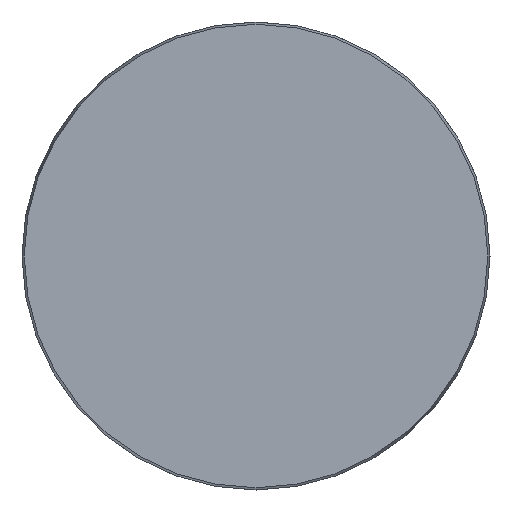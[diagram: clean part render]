
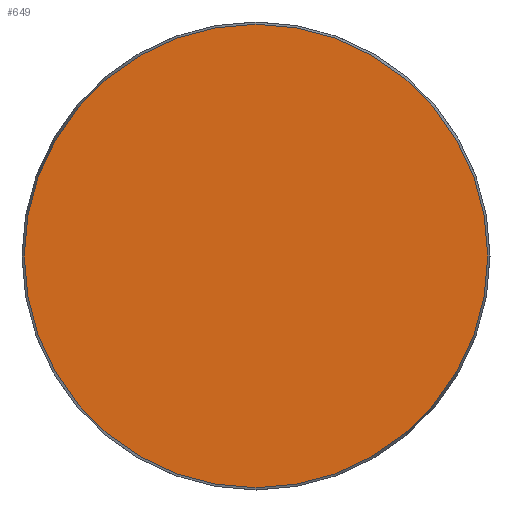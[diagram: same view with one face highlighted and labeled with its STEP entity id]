
A CAD part, front view. The second image highlights one B-rep face of the part: STEP entity #649.
In plain terms, the highlighted planar face has unit normal (0, -1, 0).
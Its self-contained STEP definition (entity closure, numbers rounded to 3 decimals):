
#38 = EDGE_CURVE ( 'NONE', #106, #106, #214, .T. ) ;
#57 = CARTESIAN_POINT ( 'NONE',  ( 0., 0., 0. ) ) ;
#85 = CARTESIAN_POINT ( 'NONE',  ( -58.425, 0., 0. ) ) ;
#88 = DIRECTION ( 'NONE',  ( 0., 1., 0. ) ) ;
#106 = VERTEX_POINT ( 'NONE', #381 ) ;
#214 = CIRCLE ( 'NONE', #313, 58.425 ) ;
#240 = DIRECTION ( 'NONE',  ( 0., -1., 0. ) ) ;
#254 = FACE_OUTER_BOUND ( 'NONE', #295, .T. ) ;
#286 = DIRECTION ( 'NONE',  ( 0., 0., -1. ) ) ;
#295 = EDGE_LOOP ( 'NONE', ( #470 ) ) ;
#304 = DIRECTION ( 'NONE',  ( 0., 0., 1. ) ) ;
#313 = AXIS2_PLACEMENT_3D ( 'NONE', #57, #240, #286 ) ;
#381 = CARTESIAN_POINT ( 'NONE',  ( 0., 0., -58.425 ) ) ;
#470 = ORIENTED_EDGE ( 'NONE', *, *, #38, .T. ) ;
#603 = PLANE ( 'NONE',  #608 ) ;
#608 = AXIS2_PLACEMENT_3D ( 'NONE', #85, #88, #304 ) ;
#649 = ADVANCED_FACE ( 'NONE', ( #254 ), #603, .F. ) ;
